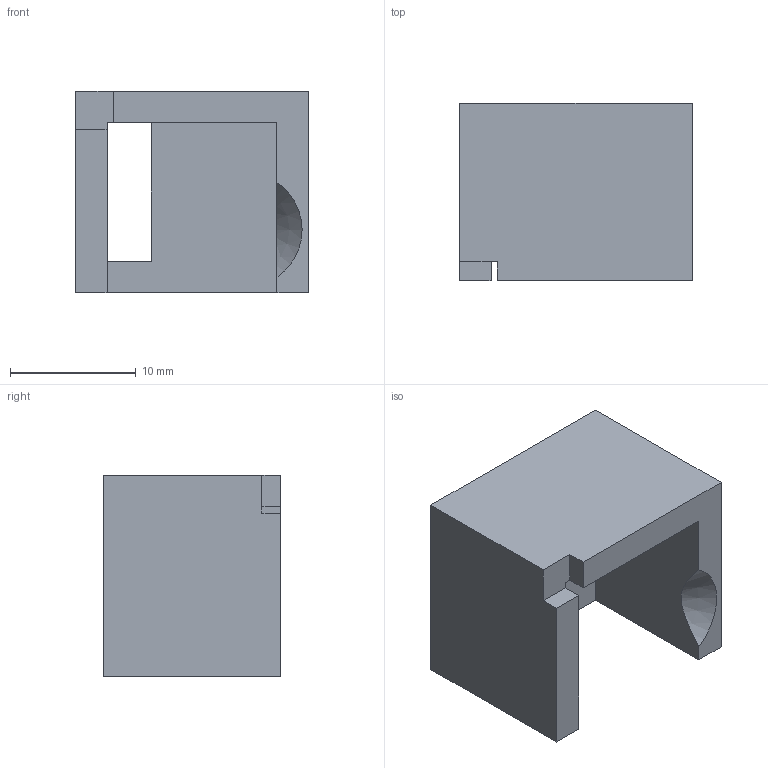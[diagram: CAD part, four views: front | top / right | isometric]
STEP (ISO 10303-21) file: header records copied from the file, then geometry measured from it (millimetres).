
FILE_DESCRIPTION(/* description */ (''),/* implementation_level */ '2;1');
FILE_NAME(/* name */ 'Temperature Sensor Cover.step',/* time_stamp */ '2022-03-15T15:38:33+01:00',/* author */ (''),/* organization */ (''),/* preprocessor_version */ 'ST-DEVELOPER v18.1',/* originating_system */ 'Autodesk Translation Framework v10.13.0.1454',/* authorisation */ '');
FILE_SCHEMA (('AUTOMOTIVE_DESIGN { 1 0 10303 214 3 1 1 }'));
Length unit declared in the file: millimetre
Products named in the file (1): Temperature Sensor Cover
Bounding box: 18.5 x 14.1 x 16 mm (x, y, z)
Volume: 1942.2 mm3; surface area: 1865.6 mm2
Topology: 1 solids, 1 shells, 17 faces, 49 edges, 33 vertices
Faces by surface type: plane 16, cone 1
Entity records: 587 total; most frequent: CARTESIAN_POINT 104, ORIENTED_EDGE 98, DIRECTION 84, EDGE_CURVE 49, LINE 46, VECTOR 46, VERTEX_POINT 33, AXIS2_PLACEMENT_3D 19
